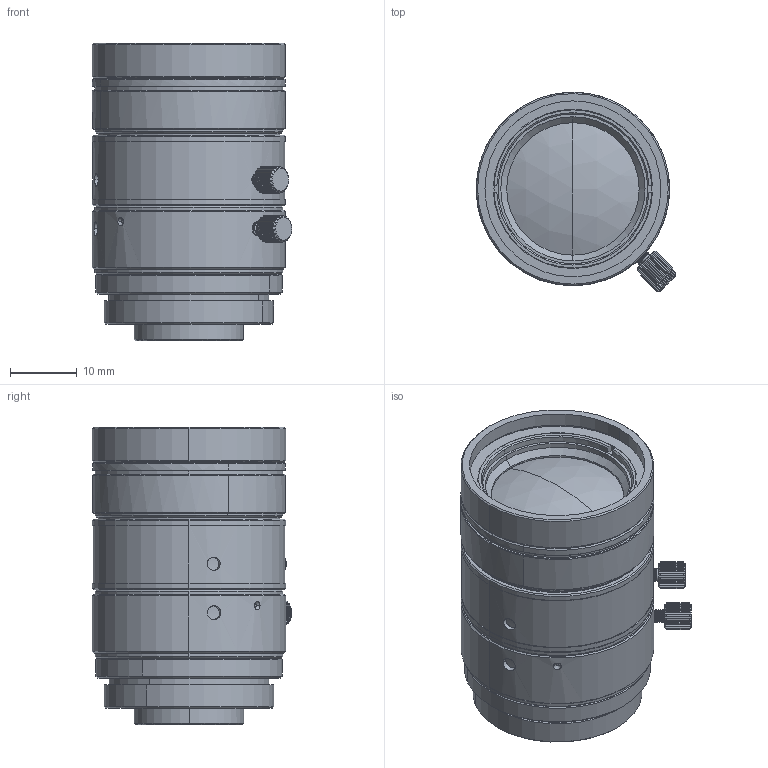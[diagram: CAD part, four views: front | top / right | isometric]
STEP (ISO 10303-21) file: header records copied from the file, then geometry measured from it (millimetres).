
FILE_DESCRIPTION (( 'STEP AP203' ), '1' );
FILE_NAME ('600058.STEP', '2022-02-18T02:32:55', ( '' ), ( '' ), 'SwSTEP 2.0', 'SolidWorks 2020', '' );
FILE_SCHEMA (( 'CONFIG_CONTROL_DESIGN' ));
Length unit declared in the file: millimetre
Products named in the file (1): 600058
Bounding box: 29.93 x 29.9 x 44.65 mm (x, y, z)
Volume: 24796.1 mm3; surface area: 8468.9 mm2
Topology: 8 solids, 10 shells, 791 faces, 2005 edges, 1275 vertices
Faces by surface type: cylinder 364, plane 254, cone 131, bspline 26, torus 12, sphere 4
Entity records: 36399 total; most frequent: CARTESIAN_POINT 18430, ORIENTED_EDGE 3998, DIRECTION 3319, EDGE_CURVE 1999, AXIS2_PLACEMENT_3D 1300, VERTEX_POINT 1275, EDGE_LOOP 846, ADVANCED_FACE 791
